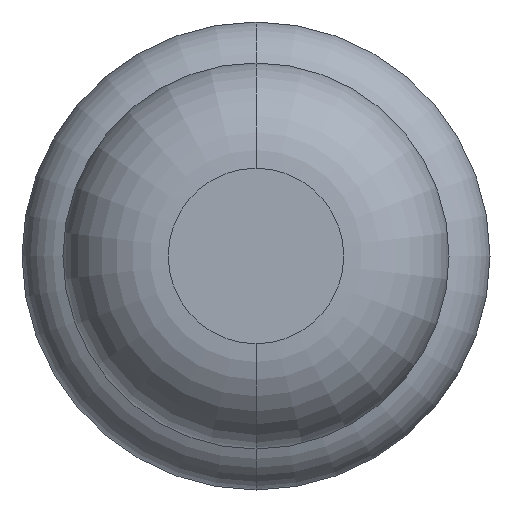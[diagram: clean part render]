
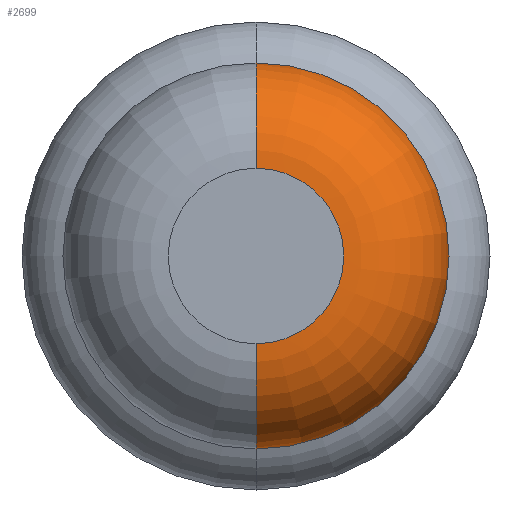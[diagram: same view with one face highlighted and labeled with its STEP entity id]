
A CAD part, front view. The second image highlights one B-rep face of the part: STEP entity #2699.
In plain terms, the highlighted toroidal (fillet/blend) face has major radius 0.375 mm and minor radius 0.45 mm.
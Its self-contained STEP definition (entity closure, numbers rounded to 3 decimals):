
#246 = DIRECTION ( 'NONE',  ( 0., 1., 0. ) ) ;
#332 = DIRECTION ( 'NONE',  ( 0., 0., 1. ) ) ;
#1115 = DIRECTION ( 'NONE',  ( 0., 0., 1. ) ) ;
#1165 = DIRECTION ( 'NONE',  ( 0., 1., 0. ) ) ;
#1272 = EDGE_CURVE ( 'NONE', #1335, #4255, #3372, .T. ) ;
#1275 = EDGE_LOOP ( 'NONE', ( #3121, #1333, #2109, #4283 ) ) ;
#1333 = ORIENTED_EDGE ( 'NONE', *, *, #1272, .T. ) ;
#1335 = VERTEX_POINT ( 'NONE', #2461 ) ;
#1341 = DIRECTION ( 'NONE',  ( 0., 0., 1. ) ) ;
#1519 = AXIS2_PLACEMENT_3D ( 'NONE', #2229, #2630, #3346 ) ;
#1543 = CARTESIAN_POINT ( 'NONE',  ( 0., -28.55, -0.825 ) ) ;
#1632 = CARTESIAN_POINT ( 'NONE',  ( 0., -29., 0.375 ) ) ;
#1669 = AXIS2_PLACEMENT_3D ( 'NONE', #3516, #246, #1341 ) ;
#1783 = AXIS2_PLACEMENT_3D ( 'NONE', #2943, #2193, #4416 ) ;
#2109 = ORIENTED_EDGE ( 'NONE', *, *, #3507, .F. ) ;
#2114 = CIRCLE ( 'NONE', #1669, 0.825 ) ;
#2193 = DIRECTION ( 'NONE',  ( 1., 0., 0. ) ) ;
#2229 = CARTESIAN_POINT ( 'NONE',  ( 0., -28.55, 0. ) ) ;
#2376 = CIRCLE ( 'NONE', #4288, 0.375 ) ;
#2461 = CARTESIAN_POINT ( 'NONE',  ( 0., -29., -0.375 ) ) ;
#2486 = TOROIDAL_SURFACE ( 'NONE', #1519, 0.375, 0.45 ) ;
#2524 = CARTESIAN_POINT ( 'NONE',  ( 0., -28.55, 0.375 ) ) ;
#2587 = CARTESIAN_POINT ( 'NONE',  ( 0., -29., 0. ) ) ;
#2618 = CIRCLE ( 'NONE', #2675, 0.45 ) ;
#2630 = DIRECTION ( 'NONE',  ( 0., 1., 0. ) ) ;
#2675 = AXIS2_PLACEMENT_3D ( 'NONE', #2524, #3235, #332 ) ;
#2699 = ADVANCED_FACE ( 'Defeature ausgef�hrt1_7', ( #3476 ), #2486, .T. ) ;
#2765 = EDGE_CURVE ( 'Defeature ausgef�hrt1_7+Defeature ausgef�hrt1_6+Defeature ausgef�hrt1_6+Defeature ausgef�hrt1_6', #4483, #1335, #2376, .T. ) ;
#2868 = VERTEX_POINT ( 'NONE', #3693 ) ;
#2943 = CARTESIAN_POINT ( 'NONE',  ( 0., -28.55, -0.375 ) ) ;
#3121 = ORIENTED_EDGE ( 'NONE', *, *, #2765, .T. ) ;
#3235 = DIRECTION ( 'NONE',  ( -1., 0., 0. ) ) ;
#3346 = DIRECTION ( 'NONE',  ( 0., 0., 1. ) ) ;
#3372 = CIRCLE ( 'NONE', #1783, 0.45 ) ;
#3476 = FACE_OUTER_BOUND ( 'NONE', #1275, .T. ) ;
#3507 = EDGE_CURVE ( 'Defeature ausgef�hrt1_8+Defeature ausgef�hrt1_7+Defeature ausgef�hrt1_7+Defeature ausgef�hrt1_7', #2868, #4255, #2114, .T. ) ;
#3516 = CARTESIAN_POINT ( 'NONE',  ( 0., -28.55, 0. ) ) ;
#3693 = CARTESIAN_POINT ( 'NONE',  ( 0., -28.55, 0.825 ) ) ;
#4133 = EDGE_CURVE ( 'NONE', #4483, #2868, #2618, .T. ) ;
#4255 = VERTEX_POINT ( 'NONE', #1543 ) ;
#4283 = ORIENTED_EDGE ( 'NONE', *, *, #4133, .F. ) ;
#4288 = AXIS2_PLACEMENT_3D ( 'NONE', #2587, #1165, #1115 ) ;
#4416 = DIRECTION ( 'NONE',  ( 0., 0., -1. ) ) ;
#4483 = VERTEX_POINT ( 'NONE', #1632 ) ;
